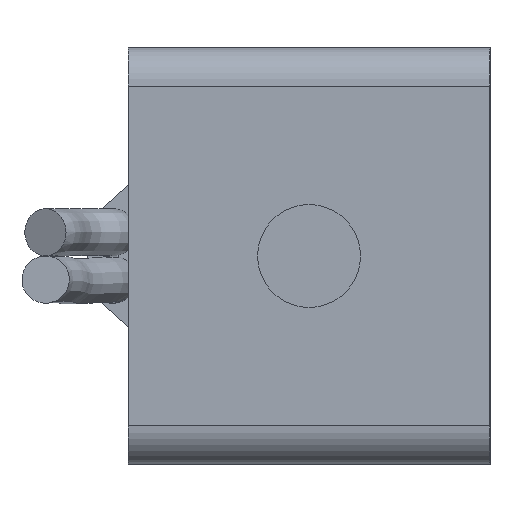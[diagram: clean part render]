
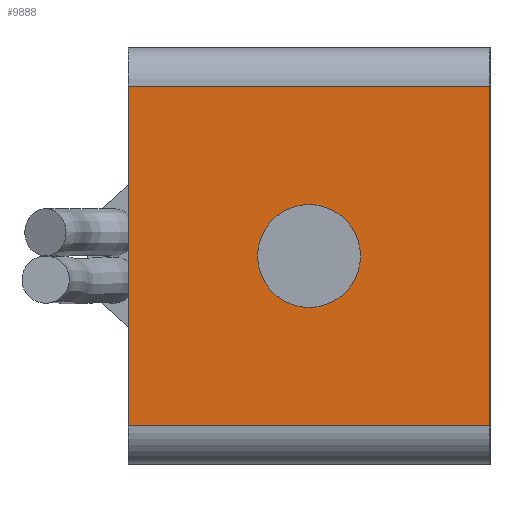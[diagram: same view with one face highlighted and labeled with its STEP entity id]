
A CAD part, left-side view. The second image highlights one B-rep face of the part: STEP entity #9888.
In plain terms, the highlighted planar face has unit normal (-1, 0, 0).
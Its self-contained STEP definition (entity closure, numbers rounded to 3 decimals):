
#57 = DIRECTION ( 'NONE',  ( 0., -1., 0. ) ) ;
#100 = DIRECTION ( 'NONE',  ( 0., 0., 1. ) ) ;
#187 = PLANE ( 'NONE',  #695 ) ;
#274 = VERTEX_POINT ( 'NONE', #5505 ) ;
#296 = CARTESIAN_POINT ( 'NONE',  ( 0., 0., -1.85 ) ) ;
#400 = VECTOR ( 'NONE', #7822, 1000. ) ;
#695 = AXIS2_PLACEMENT_3D ( 'NONE', #997, #2624, #8251 ) ;
#997 = CARTESIAN_POINT ( 'NONE',  ( 0., 6.5, 7.5 ) ) ;
#1213 = LINE ( 'NONE', #5125, #7402 ) ;
#1461 = LINE ( 'NONE', #4877, #1986 ) ;
#1474 = CARTESIAN_POINT ( 'NONE',  ( 0., 0., 1.85 ) ) ;
#1797 = FACE_BOUND ( 'NONE', #10146, .T. ) ;
#1813 = EDGE_CURVE ( 'NONE', #6831, #274, #1461, .T. ) ;
#1986 = VECTOR ( 'NONE', #57, 1000. ) ;
#2027 = DIRECTION ( 'NONE',  ( -1., 0., 0. ) ) ;
#2221 = VERTEX_POINT ( 'NONE', #296 ) ;
#2624 = DIRECTION ( 'NONE',  ( 1., 0., 0. ) ) ;
#2675 = LINE ( 'NONE', #2919, #8822 ) ;
#2919 = CARTESIAN_POINT ( 'NONE',  ( 0., -6.5, 7.5 ) ) ;
#3044 = EDGE_CURVE ( 'NONE', #4102, #274, #2675, .T. ) ;
#3445 = AXIS2_PLACEMENT_3D ( 'NONE', #6885, #2027, #7678 ) ;
#3583 = AXIS2_PLACEMENT_3D ( 'NONE', #9730, #4927, #100 ) ;
#3859 = CARTESIAN_POINT ( 'NONE',  ( 0., -6.5, -6.1 ) ) ;
#3888 = CARTESIAN_POINT ( 'NONE',  ( 0., 6.5, -6.1 ) ) ;
#4102 = VERTEX_POINT ( 'NONE', #3859 ) ;
#4657 = EDGE_CURVE ( 'NONE', #8625, #6831, #1213, .T. ) ;
#4877 = CARTESIAN_POINT ( 'NONE',  ( 0., 6.5, 6.1 ) ) ;
#4927 = DIRECTION ( 'NONE',  ( -1., 0., 0. ) ) ;
#5068 = CIRCLE ( 'NONE', #3445, 1.85 ) ;
#5125 = CARTESIAN_POINT ( 'NONE',  ( 0., 6.5, 7.5 ) ) ;
#5168 = ORIENTED_EDGE ( 'NONE', *, *, #6273, .F. ) ;
#5505 = CARTESIAN_POINT ( 'NONE',  ( 0., -6.5, 6.1 ) ) ;
#5694 = EDGE_CURVE ( 'NONE', #8652, #2221, #5068, .T. ) ;
#5842 = FACE_OUTER_BOUND ( 'NONE', #8835, .T. ) ;
#5865 = EDGE_CURVE ( 'NONE', #8625, #4102, #7079, .T. ) ;
#6273 = EDGE_CURVE ( 'NONE', #2221, #8652, #7485, .T. ) ;
#6831 = VERTEX_POINT ( 'NONE', #8723 ) ;
#6885 = CARTESIAN_POINT ( 'NONE',  ( 0., 0., 0. ) ) ;
#7079 = LINE ( 'NONE', #10179, #400 ) ;
#7260 = ORIENTED_EDGE ( 'NONE', *, *, #4657, .F. ) ;
#7402 = VECTOR ( 'NONE', #9123, 1000. ) ;
#7485 = CIRCLE ( 'NONE', #3583, 1.85 ) ;
#7678 = DIRECTION ( 'NONE',  ( 0., 0., 1. ) ) ;
#7822 = DIRECTION ( 'NONE',  ( 0., -1., 0. ) ) ;
#7930 = ORIENTED_EDGE ( 'NONE', *, *, #1813, .F. ) ;
#8251 = DIRECTION ( 'NONE',  ( 0., 0., -1. ) ) ;
#8625 = VERTEX_POINT ( 'NONE', #3888 ) ;
#8652 = VERTEX_POINT ( 'NONE', #1474 ) ;
#8723 = CARTESIAN_POINT ( 'NONE',  ( 0., 6.5, 6.1 ) ) ;
#8822 = VECTOR ( 'NONE', #9339, 1000. ) ;
#8835 = EDGE_LOOP ( 'NONE', ( #8840, #7930, #7260, #10414 ) ) ;
#8840 = ORIENTED_EDGE ( 'NONE', *, *, #3044, .T. ) ;
#9123 = DIRECTION ( 'NONE',  ( 0., 0., 1. ) ) ;
#9339 = DIRECTION ( 'NONE',  ( 0., 0., 1. ) ) ;
#9407 = ORIENTED_EDGE ( 'NONE', *, *, #5694, .F. ) ;
#9730 = CARTESIAN_POINT ( 'NONE',  ( 0., 0., 0. ) ) ;
#9888 = ADVANCED_FACE ( 'NONE', ( #1797, #5842 ), #187, .F. ) ;
#10146 = EDGE_LOOP ( 'NONE', ( #9407, #5168 ) ) ;
#10179 = CARTESIAN_POINT ( 'NONE',  ( 0., 6.5, -6.1 ) ) ;
#10414 = ORIENTED_EDGE ( 'NONE', *, *, #5865, .T. ) ;
